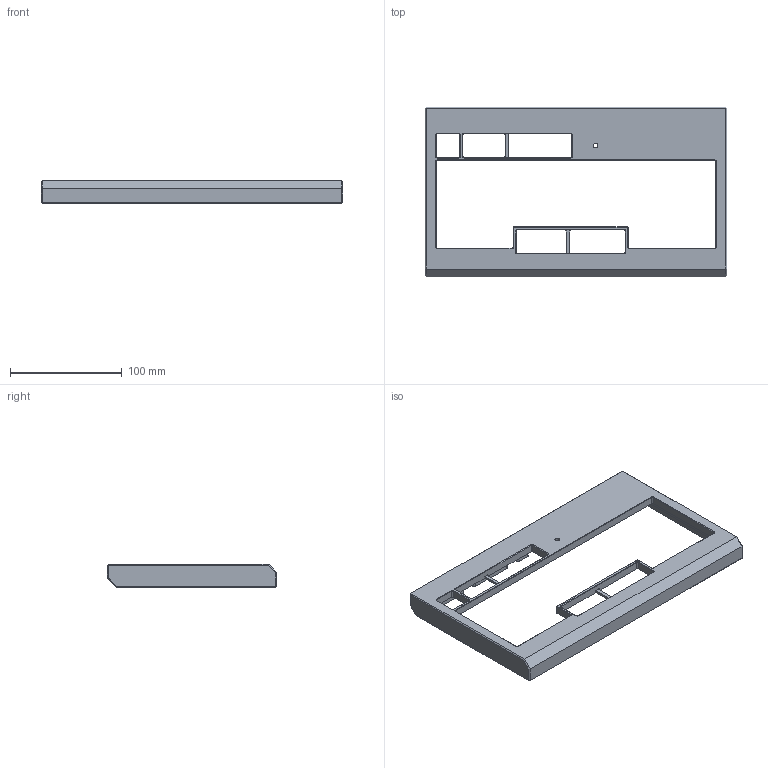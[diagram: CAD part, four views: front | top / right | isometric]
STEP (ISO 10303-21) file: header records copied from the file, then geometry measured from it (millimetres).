
FILE_DESCRIPTION(/* description */ ('','CAx-IF Rec.Pracs.---Representation and Presentation of Product Manufacturing Information (PMI)---4.0---2014-10-13'),/* implementation_level */ '2;1');
FILE_NAME(/* name */ 'case_upper.step',/* time_stamp */ '2025-02-04T17:58:47-05:00',/* author */ (''),/* organization */ (''),/* preprocessor_version */ 'ST-DEVELOPER v20',/* originating_system */ 'Autodesk Translation Framework v13.20.0.188',/* authorisation */ '');
FILE_SCHEMA (('AP242_MANAGED_MODEL_BASED_3D_ENGINEERING_MIM_LF { 1 0 10303 442 1 1 4 }'));
Length unit declared in the file: millimetre
Products named in the file (2): shrimple_case_UDB_rev; upper
Assembly tree (1 placements, depth 2):
  shrimple_case_UDB_rev
    upper
Bounding box: 269.65 x 151.78 x 20.8 mm (x, y, z)
Volume: 195753.4 mm3; surface area: 71838.7 mm2
Topology: 1 solids, 1 shells, 335 faces, 870 edges, 554 vertices
Faces by surface type: plane 181, cylinder 134, cone 20
Full cylindrical faces by diameter (mm): 1.623 x4, 4.012 x4, 4.065 x1, 4.234 x5, 8.8 x5
Entity records: 10300 total; most frequent: DIRECTION 1834, CARTESIAN_POINT 1762, ORIENTED_EDGE 1740, EDGE_CURVE 870, AXIS2_PLACEMENT_3D 626, LINE 582, VECTOR 582, VERTEX_POINT 554
